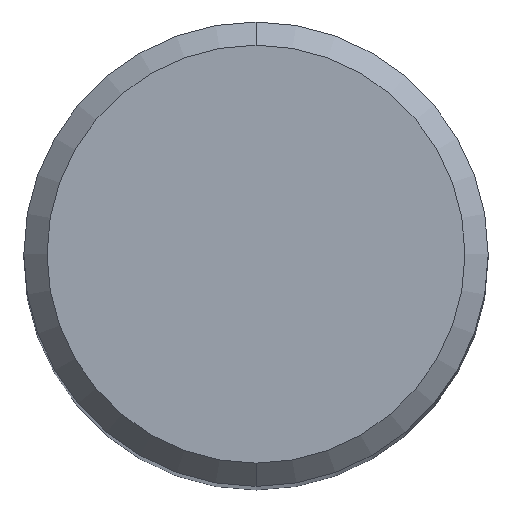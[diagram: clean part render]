
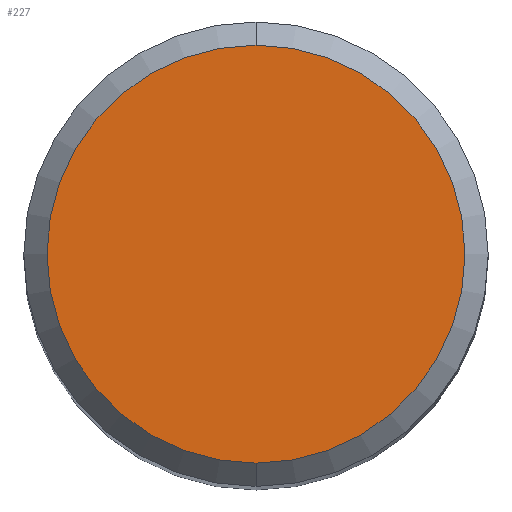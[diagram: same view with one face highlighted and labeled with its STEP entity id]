
A CAD part, top view. The second image highlights one B-rep face of the part: STEP entity #227.
In plain terms, the highlighted planar face has unit normal (0, 0, 1).
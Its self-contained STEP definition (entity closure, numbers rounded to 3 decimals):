
#227=ADVANCED_FACE('',(#534),#535,.T.);
#293=VERTEX_POINT('',#608);
#333=VERTEX_POINT('',#652);
#349=EDGE_CURVE('',#333,#293,#670,.T.);
#365=EDGE_CURVE('',#293,#333,#687,.T.);
#534=FACE_OUTER_BOUND('',#896,.T.);
#535=PLANE('',#897);
#608=CARTESIAN_POINT('',(0.0,3.6,0.0));
#652=CARTESIAN_POINT('',(0.,-3.6,0.0));
#670=CIRCLE('',#1216,3.6);
#687=CIRCLE('',#1265,3.6);
#896=EDGE_LOOP('',(#1513,#1514));
#897=AXIS2_PLACEMENT_3D('',#1515,#1516,#1517);
#1216=AXIS2_PLACEMENT_3D('',#1657,#1658,#1659);
#1265=AXIS2_PLACEMENT_3D('',#1675,#1676,#1677);
#1513=ORIENTED_EDGE('',*,*,#365,.F.);
#1514=ORIENTED_EDGE('',*,*,#349,.F.);
#1515=CARTESIAN_POINT('',(0.0,1.8,0.0));
#1516=DIRECTION('',(-0.0,0.0,1.0));
#1517=DIRECTION('',(0.0,-1.0,0.0));
#1657=CARTESIAN_POINT('',(0.0,0.0,0.0));
#1658=DIRECTION('',(0.0,0.0,-1.0));
#1659=DIRECTION('',(0.0,1.0,0.0));
#1675=CARTESIAN_POINT('',(0.0,0.0,0.0));
#1676=DIRECTION('',(0.0,0.0,-1.0));
#1677=DIRECTION('',(0.0,1.0,0.0));
